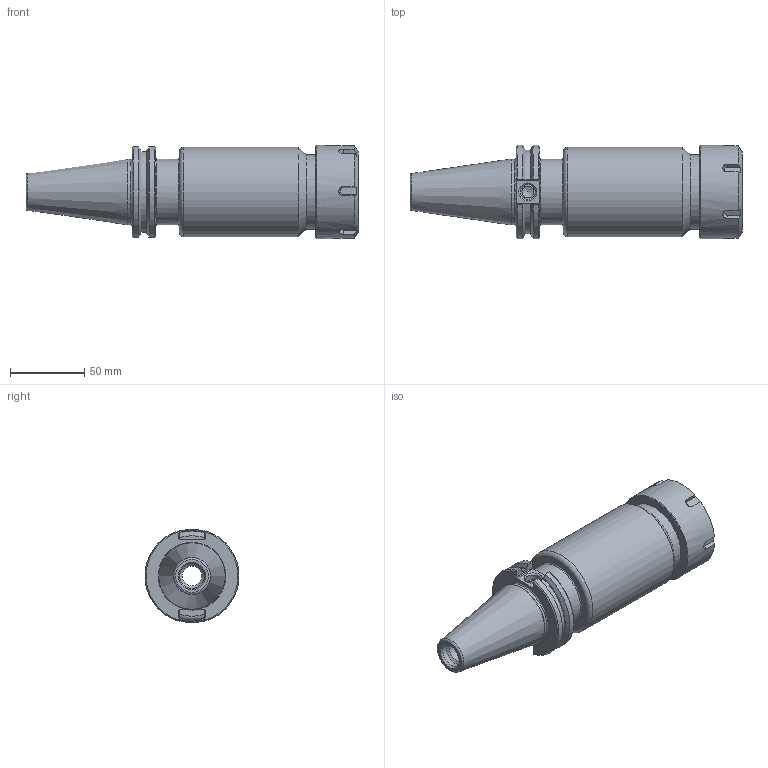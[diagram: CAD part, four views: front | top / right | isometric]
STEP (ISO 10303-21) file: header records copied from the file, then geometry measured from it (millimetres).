
FILE_DESCRIPTION((''),'2;1');
FILE_NAME('C40-40ERP612.iam.stp','2014-06-20T15:52:29',(''),(''),'Autodesk Inventor 2012','Autodesk Inventor 2012','');
FILE_SCHEMA(('AUTOMOTIVE_DESIGN { 1 0 10303 214 1 1 1 1 }'));
Length unit declared in the file: inch
Products named in the file (3): C40-40ERP612; C40-40ER6-1; 40ERPN
Assembly tree (2 placements, depth 2):
  C40-40ERP612
    C40-40ER6-1
    40ERPN
Bounding box: 223.7 x 63.26 x 62.73 mm (x, y, z)
Volume: 366209.7 mm3; surface area: 66284.6 mm2
Topology: 2 solids, 2 shells, 141 faces, 357 edges, 225 vertices
Faces by surface type: plane 55, cylinder 34, cone 34, torus 10, bspline 8
Full cylindrical faces by diameter (mm): 8 x1, 10.135 x1, 13.386 x1, 16.459 x1, 24.638 x1, 30.988 x1, 33.477 x1, 38.1 x1, 41.148 x1, 43.942 x1, 44.45 x1, 48.666 x1, 50 x1, 50.292 x1, 60.325 x1, 62.738 x1
Entity records: 5085 total; most frequent: CARTESIAN_POINT 1936, ORIENTED_EDGE 606, DIRECTION 600, EDGE_CURVE 303, AXIS2_PLACEMENT_3D 241, VERTEX_POINT 217, EDGE_LOOP 196, FACE_OUTER_BOUND 141
